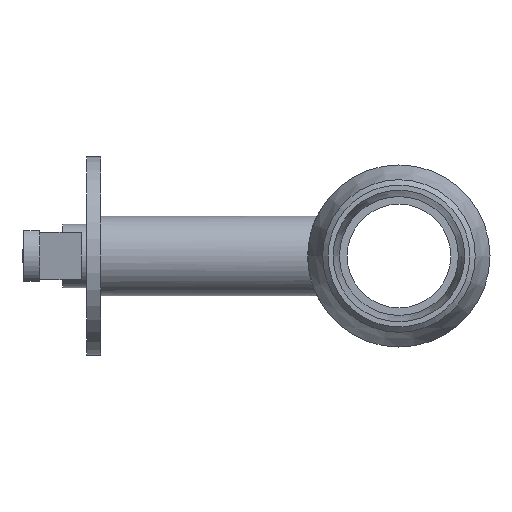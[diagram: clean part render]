
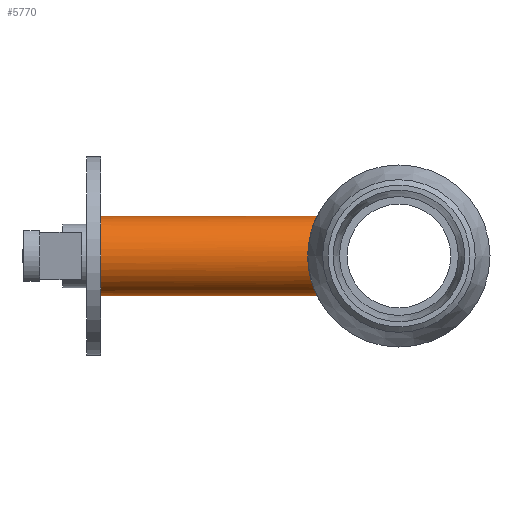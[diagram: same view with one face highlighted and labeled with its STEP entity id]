
A CAD part, left-side view. The second image highlights one B-rep face of the part: STEP entity #5770.
In plain terms, the highlighted cylindrical face has radius 25 mm (diameter 50 mm), a full revolution.
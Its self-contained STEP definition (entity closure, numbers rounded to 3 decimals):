
#5322=CARTESIAN_POINT('',(125.,187.,0.));
#5323=VERTEX_POINT('',#5322);
#5324=CARTESIAN_POINT('',(150.,187.,0.0));
#5325=DIRECTION('',(0.0,-1.0,0.0));
#5326=DIRECTION('',(1.0,0.0,0.0));
#5327=AXIS2_PLACEMENT_3D('',#5324,#5325,#5326);
#5328=CIRCLE('',#5327,25.0);
#5329=EDGE_CURVE('',#5323,#5323,#5328,.T.);
#5515=CARTESIAN_POINT('',(150.0,51.392,-25.0));
#5516=VERTEX_POINT('',#5515);
#5517=CARTESIAN_POINT('',(150.0,51.392,-25.0));
#5518=CARTESIAN_POINT('',(151.594,51.392,-25.0));
#5519=CARTESIAN_POINT('',(153.235,51.468,-24.845));
#5520=CARTESIAN_POINT('',(156.483,51.774,-24.201));
#5521=CARTESIAN_POINT('',(158.091,52.003,-23.713));
#5522=CARTESIAN_POINT('',(161.162,52.568,-22.431));
#5523=CARTESIAN_POINT('',(162.629,52.905,-21.637));
#5524=CARTESIAN_POINT('',(165.338,53.616,-19.81));
#5525=CARTESIAN_POINT('',(166.579,53.99,-18.776));
#5526=CARTESIAN_POINT('',(168.775,54.704,-16.581));
#5527=CARTESIAN_POINT('',(169.808,55.07,-15.34));
#5528=CARTESIAN_POINT('',(171.636,55.754,-12.631));
#5529=CARTESIAN_POINT('',(172.431,56.071,-11.163));
#5530=CARTESIAN_POINT('',(173.714,56.596,-8.089));
#5531=CARTESIAN_POINT('',(174.202,56.805,-6.48));
#5532=CARTESIAN_POINT('',(174.845,57.082,-3.232));
#5533=CARTESIAN_POINT('',(175.0,57.15,-1.592));
#5534=CARTESIAN_POINT('',(175.0,57.15,1.592));
#5535=CARTESIAN_POINT('',(174.845,57.082,3.232));
#5536=CARTESIAN_POINT('',(174.202,56.805,6.48));
#5537=CARTESIAN_POINT('',(173.714,56.596,8.089));
#5538=CARTESIAN_POINT('',(172.431,56.071,11.163));
#5539=CARTESIAN_POINT('',(171.636,55.754,12.631));
#5540=CARTESIAN_POINT('',(169.808,55.07,15.34));
#5541=CARTESIAN_POINT('',(168.775,54.704,16.581));
#5542=CARTESIAN_POINT('',(166.579,53.99,18.776));
#5543=CARTESIAN_POINT('',(165.338,53.616,19.81));
#5544=CARTESIAN_POINT('',(162.629,52.905,21.637));
#5545=CARTESIAN_POINT('',(161.162,52.568,22.431));
#5546=CARTESIAN_POINT('',(158.091,52.003,23.713));
#5547=CARTESIAN_POINT('',(156.483,51.774,24.201));
#5548=CARTESIAN_POINT('',(153.235,51.468,24.845));
#5549=CARTESIAN_POINT('',(151.594,51.392,25.0));
#5550=CARTESIAN_POINT('',(148.406,51.392,25.0));
#5551=CARTESIAN_POINT('',(146.765,51.468,24.845));
#5552=CARTESIAN_POINT('',(143.517,51.774,24.201));
#5553=CARTESIAN_POINT('',(141.909,52.003,23.713));
#5554=CARTESIAN_POINT('',(138.838,52.568,22.431));
#5555=CARTESIAN_POINT('',(137.371,52.905,21.637));
#5556=CARTESIAN_POINT('',(134.662,53.616,19.81));
#5557=CARTESIAN_POINT('',(133.421,53.99,18.776));
#5558=CARTESIAN_POINT('',(131.225,54.704,16.581));
#5559=CARTESIAN_POINT('',(130.192,55.07,15.34));
#5560=CARTESIAN_POINT('',(128.364,55.754,12.631));
#5561=CARTESIAN_POINT('',(127.569,56.071,11.163));
#5562=CARTESIAN_POINT('',(126.286,56.596,8.089));
#5563=CARTESIAN_POINT('',(125.798,56.805,6.48));
#5564=CARTESIAN_POINT('',(125.155,57.082,3.232));
#5565=CARTESIAN_POINT('',(125.,57.15,1.592));
#5566=CARTESIAN_POINT('',(125.,57.15,-1.592));
#5567=CARTESIAN_POINT('',(125.155,57.082,-3.232));
#5568=CARTESIAN_POINT('',(125.798,56.805,-6.48));
#5569=CARTESIAN_POINT('',(126.286,56.596,-8.089));
#5570=CARTESIAN_POINT('',(127.569,56.071,-11.163));
#5571=CARTESIAN_POINT('',(128.364,55.754,-12.631));
#5572=CARTESIAN_POINT('',(130.192,55.07,-15.34));
#5573=CARTESIAN_POINT('',(131.225,54.704,-16.581));
#5574=CARTESIAN_POINT('',(133.421,53.99,-18.776));
#5575=CARTESIAN_POINT('',(134.662,53.616,-19.81));
#5576=CARTESIAN_POINT('',(137.371,52.905,-21.637));
#5577=CARTESIAN_POINT('',(138.838,52.568,-22.431));
#5578=CARTESIAN_POINT('',(141.909,52.003,-23.713));
#5579=CARTESIAN_POINT('',(143.517,51.774,-24.201));
#5580=CARTESIAN_POINT('',(146.765,51.468,-24.845));
#5581=CARTESIAN_POINT('',(148.406,51.392,-25.));
#5582=CARTESIAN_POINT('',(150.,51.392,-25.));
#5583=B_SPLINE_CURVE_WITH_KNOTS('',3,(#5517,#5518,#5519,#5520,#5521,#5522,#5523,#5524,#5525,#5526,#5527,#5528,#5529,#5530,#5531,#5532,#5533,#5534,#5535,#5536,#5537,#5538,#5539,#5540,#5541,#5542,#5543,#5544,#5545,#5546,#5547,#5548,#5549,#5550,#5551,#5552,#5553,#5554,#5555,#5556,#5557,#5558,#5559,#5560,#5561,#5562,#5563,#5564,#5565,#5566,#5567,#5568,#5569,#5570,#5571,#5572,#5573,#5574,#5575,#5576,#5577,#5578,#5579,#5580,#5581,#5582),.UNSPECIFIED.,.T.,.U.,(4,2,2,2,2,2,2,2,2,2,2,2,2,2,2,2,2,2,2,2,2,2,2,2,2,2,2,2,2,2,2,2,4),(0.0,0.478,0.957,1.435,1.913,2.391,2.869,3.346,3.824,4.301,4.779,5.257,5.734,6.213,6.691,7.169,7.648,8.126,8.604,9.083,9.561,10.039,10.516,10.994,11.471,11.949,12.427,12.904,13.382,13.86,14.339,14.817,15.295),.UNSPECIFIED.);
#5584=EDGE_CURVE('',#5516,#5516,#5583,.T.);
#5759=CARTESIAN_POINT('',(150.,193.0,0.0));
#5760=DIRECTION('',(0.0,-1.0,0.0));
#5761=DIRECTION('',(1.0,0.0,0.0));
#5762=AXIS2_PLACEMENT_3D('',#5759,#5760,#5761);
#5763=CYLINDRICAL_SURFACE('',#5762,25.0);
#5764=ORIENTED_EDGE('',*,*,#5329,.T.);
#5765=EDGE_LOOP('',(#5764));
#5766=FACE_OUTER_BOUND('',#5765,.T.);
#5767=ORIENTED_EDGE('',*,*,#5584,.F.);
#5768=EDGE_LOOP('',(#5767));
#5769=FACE_BOUND('',#5768,.T.);
#5770=ADVANCED_FACE('',(#5766,#5769),#5763,.T.);
